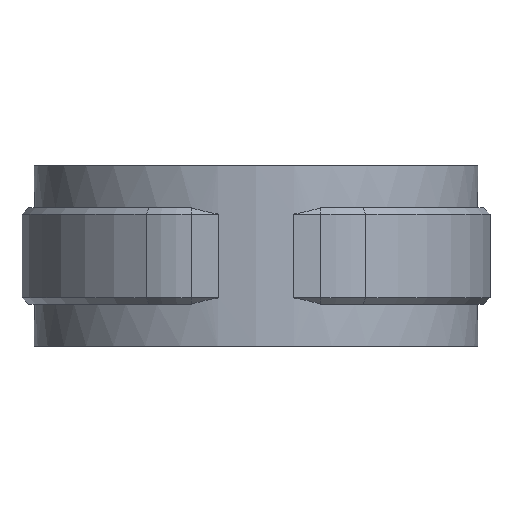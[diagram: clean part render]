
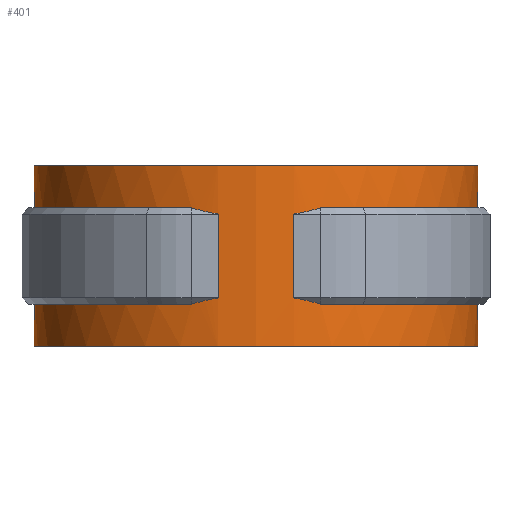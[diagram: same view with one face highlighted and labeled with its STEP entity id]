
A CAD part, front view. The second image highlights one B-rep face of the part: STEP entity #401.
In plain terms, the highlighted cylindrical face has radius 34.495 mm (diameter 68.99 mm), a partial arc.
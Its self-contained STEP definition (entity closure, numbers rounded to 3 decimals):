
#401 = ADVANCED_FACE( '', ( #724 ), #725, .T. );
#724 = FACE_OUTER_BOUND( '', #1549, .T. );
#725 = CYLINDRICAL_SURFACE( '', #1550, 34.495 );
#1549 = EDGE_LOOP( '', ( #3514, #3515, #3516, #3517, #3518, #3519, #3520, #3521, #3522, #3523, #3524, #3525, #3526, #3527, #3528, #3529 ) );
#1550 = AXIS2_PLACEMENT_3D( '', #3530, #3531, #3532 );
#3514 = ORIENTED_EDGE( '', *, *, #5066, .F. );
#3515 = ORIENTED_EDGE( '', *, *, #5067, .T. );
#3516 = ORIENTED_EDGE( '', *, *, #5068, .T. );
#3517 = ORIENTED_EDGE( '', *, *, #5069, .T. );
#3518 = ORIENTED_EDGE( '', *, *, #5070, .T. );
#3519 = ORIENTED_EDGE( '', *, *, #5046, .T. );
#3520 = ORIENTED_EDGE( '', *, *, #5058, .F. );
#3521 = ORIENTED_EDGE( '', *, *, #4915, .F. );
#3522 = ORIENTED_EDGE( '', *, *, #5071, .F. );
#3523 = ORIENTED_EDGE( '', *, *, #5072, .T. );
#3524 = ORIENTED_EDGE( '', *, *, #5073, .F. );
#3525 = ORIENTED_EDGE( '', *, *, #5074, .T. );
#3526 = ORIENTED_EDGE( '', *, *, #5075, .T. );
#3527 = ORIENTED_EDGE( '', *, *, #4909, .F. );
#3528 = ORIENTED_EDGE( '', *, *, #5060, .T. );
#3529 = ORIENTED_EDGE( '', *, *, #5051, .T. );
#3530 = CARTESIAN_POINT( '', ( 0., 0., -26.5 ) );
#3531 = DIRECTION( '', ( 0., 0., -1. ) );
#3532 = DIRECTION( '', ( -1., 0., 0. ) );
#4909 = EDGE_CURVE( '', #5611, #5613, #5614, .T. );
#4915 = EDGE_CURVE( '', #5623, #5607, #5625, .T. );
#5046 = EDGE_CURVE( '', #5851, #5849, #5852, .T. );
#5051 = EDGE_CURVE( '', #5844, #5858, #5860, .T. );
#5058 = EDGE_CURVE( '', #5607, #5849, #5872, .T. );
#5060 = EDGE_CURVE( '', #5611, #5844, #5875, .T. );
#5066 = EDGE_CURVE( '', #5885, #5858, #5886, .T. );
#5067 = EDGE_CURVE( '', #5885, #5887, #5888, .F. );
#5068 = EDGE_CURVE( '', #5887, #5889, #5890, .T. );
#5069 = EDGE_CURVE( '', #5889, #5891, #5892, .T. );
#5070 = EDGE_CURVE( '', #5891, #5851, #5893, .T. );
#5071 = EDGE_CURVE( '', #5894, #5623, #5895, .T. );
#5072 = EDGE_CURVE( '', #5894, #5896, #5897, .T. );
#5073 = EDGE_CURVE( '', #5898, #5896, #5899, .T. );
#5074 = EDGE_CURVE( '', #5898, #5900, #5901, .F. );
#5075 = EDGE_CURVE( '', #5900, #5613, #5902, .T. );
#5607 = VERTEX_POINT( '', #7627 );
#5611 = VERTEX_POINT( '', #7633 );
#5613 = VERTEX_POINT( '', #7636 );
#5614 = LINE( '', #7637, #7638 );
#5623 = VERTEX_POINT( '', #7655 );
#5625 = LINE( '', #7658, #7659 );
#5844 = VERTEX_POINT( '', #8877 );
#5849 = VERTEX_POINT( '', #8884 );
#5851 = VERTEX_POINT( '', #8887 );
#5852 = LINE( '', #8888, #8889 );
#5858 = VERTEX_POINT( '', #8900 );
#5860 = LINE( '', #8903, #8904 );
#5872 = CIRCLE( '', #8919, 34.495 );
#5875 = CIRCLE( '', #8923, 34.495 );
#5885 = VERTEX_POINT( '', #8935 );
#5886 = CIRCLE( '', #8936, 34.495 );
#5887 = VERTEX_POINT( '', #8937 );
#5888 = ELLIPSE( '', #8938, 48.783, 34.495 );
#5889 = VERTEX_POINT( '', #8939 );
#5890 = LINE( '', #8940, #8941 );
#5891 = VERTEX_POINT( '', #8942 );
#5892 = ELLIPSE( '', #8943, 48.783, 34.495 );
#5893 = CIRCLE( '', #8944, 34.495 );
#5894 = VERTEX_POINT( '', #8945 );
#5895 = CIRCLE( '', #8946, 34.495 );
#5896 = VERTEX_POINT( '', #8947 );
#5897 = ELLIPSE( '', #8948, 48.783, 34.495 );
#5898 = VERTEX_POINT( '', #8949 );
#5899 = LINE( '', #8950, #8951 );
#5900 = VERTEX_POINT( '', #8952 );
#5901 = ELLIPSE( '', #8953, 48.783, 34.495 );
#5902 = CIRCLE( '', #8954, 34.495 );
#7627 = CARTESIAN_POINT( '', ( -6.1, 33.951, 1.5 ) );
#7633 = CARTESIAN_POINT( '', ( -6.1, 33.951, -26.5 ) );
#7636 = CARTESIAN_POINT( '', ( -6.1, 33.951, -20. ) );
#7637 = CARTESIAN_POINT( '', ( -6.1, 33.951, -26.5 ) );
#7638 = VECTOR( '', #9885, 1000. );
#7655 = CARTESIAN_POINT( '', ( -6.1, 33.951, -5. ) );
#7658 = CARTESIAN_POINT( '', ( -6.1, 33.951, -26.5 ) );
#7659 = VECTOR( '', #9889, 1000. );
#8877 = CARTESIAN_POINT( '', ( 6.1, 33.951, -26.5 ) );
#8884 = CARTESIAN_POINT( '', ( 6.1, 33.951, 1.5 ) );
#8887 = CARTESIAN_POINT( '', ( 6.1, 33.951, -5. ) );
#8888 = CARTESIAN_POINT( '', ( 6.1, 33.951, -26.5 ) );
#8889 = VECTOR( '', #10014, 1000. );
#8900 = CARTESIAN_POINT( '', ( 6.1, 33.951, -20. ) );
#8903 = CARTESIAN_POINT( '', ( 6.1, 33.951, -26.5 ) );
#8904 = VECTOR( '', #10018, 1000. );
#8919 = AXIS2_PLACEMENT_3D( '', #10031, #10032, #10033 );
#8923 = AXIS2_PLACEMENT_3D( '', #10035, #10036, #10037 );
#8935 = CARTESIAN_POINT( '', ( 10.045, -33., -20. ) );
#8936 = AXIS2_PLACEMENT_3D( '', #10049, #10050, #10051 );
#8937 = CARTESIAN_POINT( '', ( 5.823, -34., -19. ) );
#8938 = AXIS2_PLACEMENT_3D( '', #10052, #10053, #10054 );
#8939 = CARTESIAN_POINT( '', ( 5.823, -34., -6. ) );
#8940 = CARTESIAN_POINT( '', ( 5.823, -34., -20. ) );
#8941 = VECTOR( '', #10055, 1000. );
#8942 = CARTESIAN_POINT( '', ( 10.045, -33., -5. ) );
#8943 = AXIS2_PLACEMENT_3D( '', #10056, #10057, #10058 );
#8944 = AXIS2_PLACEMENT_3D( '', #10059, #10060, #10061 );
#8945 = CARTESIAN_POINT( '', ( -10.045, -33., -5. ) );
#8946 = AXIS2_PLACEMENT_3D( '', #10062, #10063, #10064 );
#8947 = CARTESIAN_POINT( '', ( -5.823, -34., -6. ) );
#8948 = AXIS2_PLACEMENT_3D( '', #10065, #10066, #10067 );
#8949 = CARTESIAN_POINT( '', ( -5.823, -34., -19. ) );
#8950 = CARTESIAN_POINT( '', ( -5.823, -34., -20. ) );
#8951 = VECTOR( '', #10068, 1000. );
#8952 = CARTESIAN_POINT( '', ( -10.045, -33., -20. ) );
#8953 = AXIS2_PLACEMENT_3D( '', #10069, #10070, #10071 );
#8954 = AXIS2_PLACEMENT_3D( '', #10072, #10073, #10074 );
#9885 = DIRECTION( '', ( 0., 0., 1. ) );
#9889 = DIRECTION( '', ( 0., 0., 1. ) );
#10014 = DIRECTION( '', ( 0., 0., 1. ) );
#10018 = DIRECTION( '', ( 0., 0., 1. ) );
#10031 = CARTESIAN_POINT( '', ( 0., 0., 1.5 ) );
#10032 = DIRECTION( '', ( 0., 0., 1. ) );
#10033 = DIRECTION( '', ( 1., 0., 0. ) );
#10035 = CARTESIAN_POINT( '', ( 0., 0., -26.5 ) );
#10036 = DIRECTION( '', ( 0., 0., 1. ) );
#10037 = DIRECTION( '', ( 1., 0., 0. ) );
#10049 = CARTESIAN_POINT( '', ( 0., 0., -20. ) );
#10050 = DIRECTION( '', ( 0., 0., 1. ) );
#10051 = DIRECTION( '', ( 1., 0., 0. ) );
#10052 = CARTESIAN_POINT( '', ( 0., 0., -53. ) );
#10053 = DIRECTION( '', ( 0., 0.707, 0.707 ) );
#10054 = DIRECTION( '', ( 0., -0.707, 0.707 ) );
#10055 = DIRECTION( '', ( 0., 0., 1. ) );
#10056 = CARTESIAN_POINT( '', ( 0., 0., 28. ) );
#10057 = DIRECTION( '', ( 0., -0.707, 0.707 ) );
#10058 = DIRECTION( '', ( 0., 0.707, 0.707 ) );
#10059 = CARTESIAN_POINT( '', ( 0., 0., -5. ) );
#10060 = DIRECTION( '', ( 0., 0., 1. ) );
#10061 = DIRECTION( '', ( 1., 0., 0. ) );
#10062 = CARTESIAN_POINT( '', ( 0., 0., -5. ) );
#10063 = DIRECTION( '', ( 0., 0., -1. ) );
#10064 = DIRECTION( '', ( 1., 0., 0. ) );
#10065 = CARTESIAN_POINT( '', ( 0., 0., 28. ) );
#10066 = DIRECTION( '', ( 0., -0.707, 0.707 ) );
#10067 = DIRECTION( '', ( 0., 0.707, 0.707 ) );
#10068 = DIRECTION( '', ( 0., 0., 1. ) );
#10069 = CARTESIAN_POINT( '', ( 0., 0., -53. ) );
#10070 = DIRECTION( '', ( 0., 0.707, 0.707 ) );
#10071 = DIRECTION( '', ( 0., -0.707, 0.707 ) );
#10072 = CARTESIAN_POINT( '', ( 0., 0., -20. ) );
#10073 = DIRECTION( '', ( 0., 0., -1. ) );
#10074 = DIRECTION( '', ( 1., 0., 0. ) );
